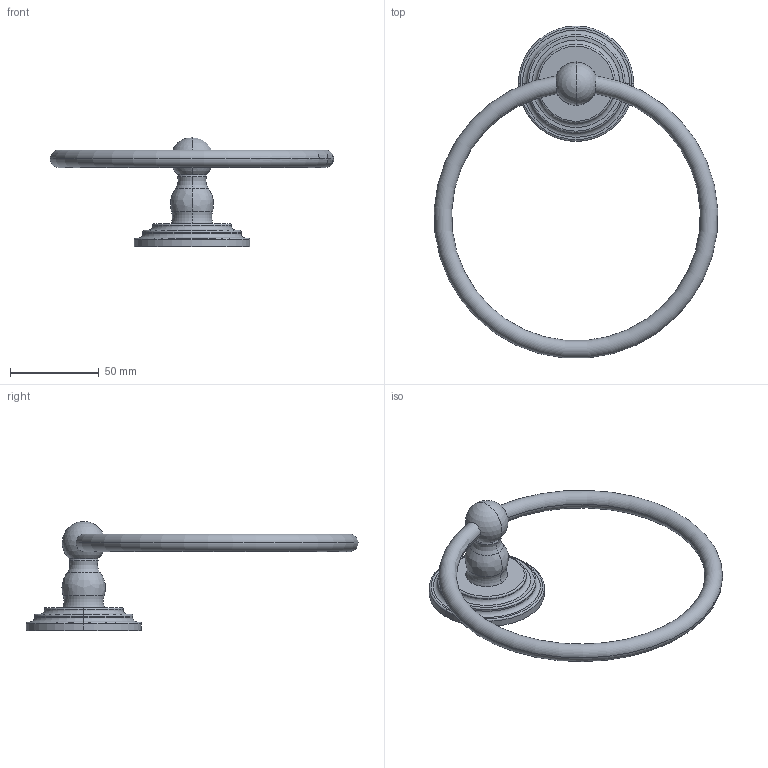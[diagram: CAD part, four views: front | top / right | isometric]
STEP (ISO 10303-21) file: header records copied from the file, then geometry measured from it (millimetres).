
FILE_DESCRIPTION((''),'2;1');
FILE_NAME('1105','2021-09-03T10:27:49',('rsmith'),(''),'CREO PARAMETRIC BY PTC INC, 2018400','CREO PARAMETRIC BY PTC INC, 2018400','');
FILE_SCHEMA(('AUTOMOTIVE_DESIGN { 1 0 10303 214 1 1 1 1 }'));
Length unit declared in the file: inch
Products named in the file (1): 1105
Bounding box: 159.75 x 187.12 x 61.52 mm (x, y, z)
Volume: 84100.3 mm3; surface area: 25253.7 mm2
Topology: 1 solids, 1 shells, 32 faces, 66 edges, 37 vertices
Faces by surface type: torus 16, cylinder 6, plane 4, bspline 2, cone 2, sphere 2
Entity records: 1613 total; most frequent: CARTESIAN_POINT 289, DIRECTION 172, COLOUR_RGB 147, ORIENTED_EDGE 128, PRESENTATION_STYLE_ASSIGNMENT 97, AXIS2_PLACEMENT_3D 82, STYLED_ITEM 65, CURVE_STYLE 64
